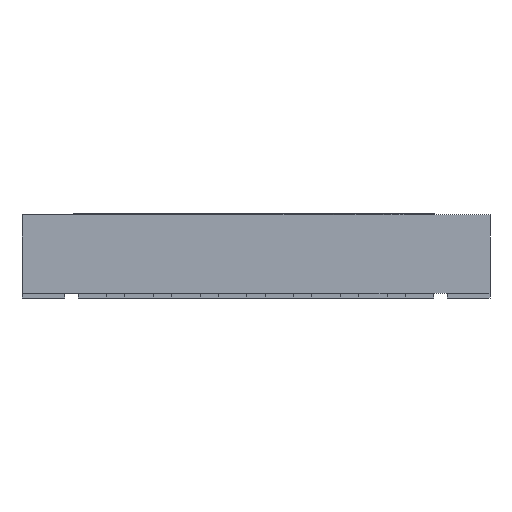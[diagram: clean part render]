
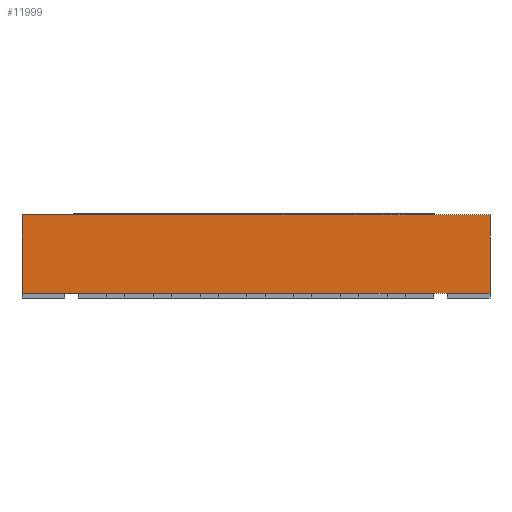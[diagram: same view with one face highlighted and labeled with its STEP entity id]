
A CAD part, front view. The second image highlights one B-rep face of the part: STEP entity #11999.
In plain terms, the highlighted planar face has unit normal (0, -1, 0).
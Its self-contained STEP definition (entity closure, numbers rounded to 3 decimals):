
#1378=PLANE('',#12543);
#2046=FACE_OUTER_BOUND('',#2754,.T.);
#2754=EDGE_LOOP('',(#10643,#10644,#10645,#10646));
#3782=LINE('',#19922,#5038);
#3786=LINE('',#19939,#5042);
#3787=LINE('',#19940,#5043);
#3788=LINE('',#19941,#5044);
#5038=VECTOR('',#14073,5.004);
#5042=VECTOR('',#14095,5.004);
#5043=VECTOR('',#14096,0.838);
#5044=VECTOR('',#14097,0.838);
#6300=VERTEX_POINT('',#19920);
#6301=VERTEX_POINT('',#19921);
#6304=VERTEX_POINT('',#19937);
#6305=VERTEX_POINT('',#19938);
#7798=EDGE_CURVE('',#6300,#6301,#3782,.T.);
#7802=EDGE_CURVE('',#6304,#6305,#3786,.T.);
#7803=EDGE_CURVE('',#6301,#6304,#3787,.T.);
#7804=EDGE_CURVE('',#6305,#6300,#3788,.T.);
#10643=ORIENTED_EDGE('',*,*,#7802,.F.);
#10644=ORIENTED_EDGE('',*,*,#7803,.F.);
#10645=ORIENTED_EDGE('',*,*,#7798,.F.);
#10646=ORIENTED_EDGE('',*,*,#7804,.F.);
#11999=ADVANCED_FACE('',(#2046),#1378,.T.);
#12543=AXIS2_PLACEMENT_3D('',#19936,#14093,#14094);
#14073=DIRECTION('',(1.,0.,0.));
#14093=DIRECTION('center_axis',(0.,-1.,0.));
#14094=DIRECTION('ref_axis',(0.,0.,1.));
#14095=DIRECTION('',(-1.,0.,0.));
#14096=DIRECTION('',(0.,0.,-1.));
#14097=DIRECTION('',(0.,0.,1.));
#19920=CARTESIAN_POINT('',(-2.502,-2.997,0.889));
#19921=CARTESIAN_POINT('',(2.502,-2.997,0.889));
#19922=CARTESIAN_POINT('',(-2.502,-2.997,0.889));
#19936=CARTESIAN_POINT('Origin',(-2.502,-2.997,0.051));
#19937=CARTESIAN_POINT('',(2.502,-2.997,0.051));
#19938=CARTESIAN_POINT('',(-2.502,-2.997,0.051));
#19939=CARTESIAN_POINT('',(2.502,-2.997,0.051));
#19940=CARTESIAN_POINT('',(2.502,-2.997,0.889));
#19941=CARTESIAN_POINT('',(-2.502,-2.997,0.051));
